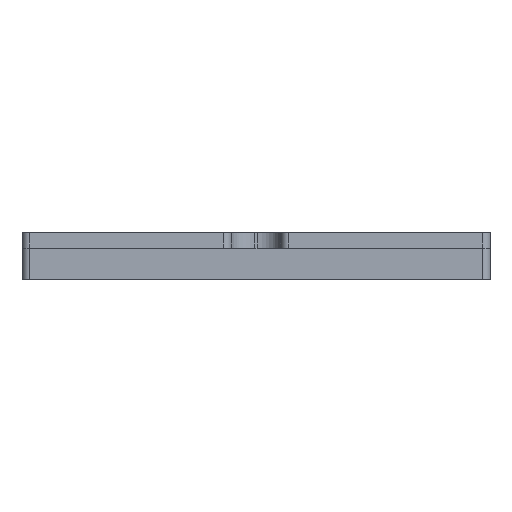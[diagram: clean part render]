
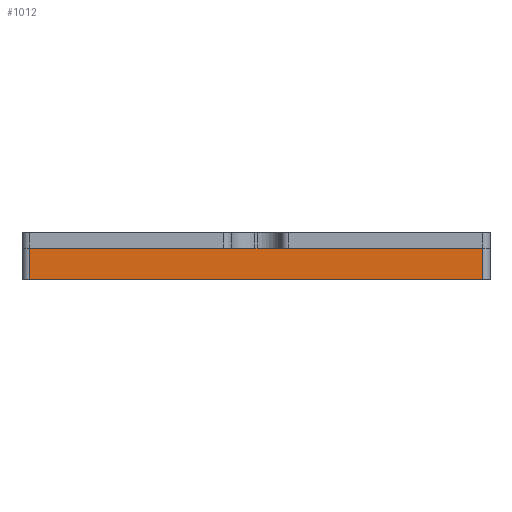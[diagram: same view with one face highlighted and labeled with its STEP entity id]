
A CAD part, front view. The second image highlights one B-rep face of the part: STEP entity #1012.
In plain terms, the highlighted planar face has unit normal (0, -1, 0).
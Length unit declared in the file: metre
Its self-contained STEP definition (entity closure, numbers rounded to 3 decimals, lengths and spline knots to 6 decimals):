
#70=LINE('',#1635,#150);
#79=LINE('',#1685,#159);
#80=LINE('',#1687,#160);
#81=LINE('',#1689,#161);
#150=VECTOR('',#1296,1.);
#159=VECTOR('',#1329,1.);
#160=VECTOR('',#1330,1.);
#161=VECTOR('',#1331,1.);
#293=ORIENTED_EDGE('',*,*,#563,.T.);
#294=ORIENTED_EDGE('',*,*,#585,.T.);
#295=ORIENTED_EDGE('',*,*,#586,.F.);
#296=ORIENTED_EDGE('',*,*,#587,.T.);
#563=EDGE_CURVE('',#710,#709,#70,.T.);
#585=EDGE_CURVE('',#709,#731,#79,.F.);
#586=EDGE_CURVE('',#732,#731,#80,.T.);
#587=EDGE_CURVE('',#732,#710,#81,.T.);
#709=VERTEX_POINT('',#1634);
#710=VERTEX_POINT('',#1636);
#731=VERTEX_POINT('',#1686);
#732=VERTEX_POINT('',#1688);
#835=EDGE_LOOP('',(#293,#294,#295,#296));
#923=FACE_BOUND('',#835,.T.);
#991=PLANE('',#1129);
#1012=ADVANCED_FACE('',(#923),#991,.F.);
#1129=AXIS2_PLACEMENT_3D('',#1684,#1327,#1328);
#1296=DIRECTION('',(1.,0.,0.));
#1327=DIRECTION('',(0.,1.,0.));
#1328=DIRECTION('',(0.,0.,1.));
#1329=DIRECTION('',(0.,0.,-1.));
#1330=DIRECTION('',(1.,0.,0.));
#1331=DIRECTION('',(0.,0.,-1.));
#1634=CARTESIAN_POINT('',(0.0145,-0.058302,0.));
#1635=CARTESIAN_POINT('',(-0.0075,-0.058302,0.));
#1636=CARTESIAN_POINT('',(-0.0145,-0.058302,0.));
#1684=CARTESIAN_POINT('',(-0.0075,-0.058302,0.003));
#1685=CARTESIAN_POINT('',(0.0145,-0.058302,0.002));
#1686=CARTESIAN_POINT('',(0.0145,-0.058302,0.002));
#1687=CARTESIAN_POINT('',(-0.0075,-0.058302,0.002));
#1688=CARTESIAN_POINT('',(-0.0145,-0.058302,0.002));
#1689=CARTESIAN_POINT('',(-0.0145,-0.058302,0.003));
